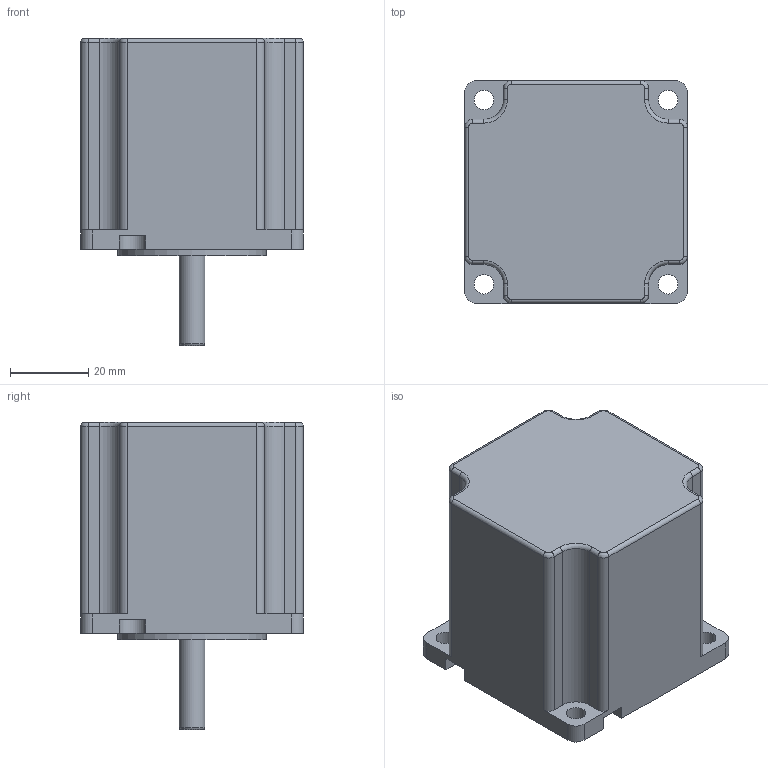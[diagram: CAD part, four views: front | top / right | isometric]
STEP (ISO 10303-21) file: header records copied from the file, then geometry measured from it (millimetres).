
FILE_DESCRIPTION(/* description */ (''),/* implementation_level */ '2;1');
FILE_NAME(/* name */ 'Nema_23_PHB57M56-430 v1.step',/* time_stamp */ '2022-09-29T14:46:27+02:00',/* author */ (''),/* organization */ (''),/* preprocessor_version */ 'ST-DEVELOPER v19',/* originating_system */ 'Autodesk Translation Framework v11.7.0.108',/* authorisation */ '');
FILE_SCHEMA (('AUTOMOTIVE_DESIGN { 1 0 10303 214 3 1 1 }'));
Length unit declared in the file: millimetre
Products named in the file (1): Nema_23_PHB57M56-430
Bounding box: 57 x 57 x 78.6 mm (x, y, z)
Volume: 156301.8 mm3; surface area: 20546.2 mm2
Topology: 1 solids, 1 shells, 91 faces, 225 edges, 142 vertices
Faces by surface type: cylinder 42, plane 36, bspline 8, torus 5
Full cylindrical faces by diameter (mm): 5 x8, 6.5 x1, 38.1 x1
Entity records: 2806 total; most frequent: CARTESIAN_POINT 523, DIRECTION 492, ORIENTED_EDGE 450, EDGE_CURVE 225, AXIS2_PLACEMENT_3D 183, VERTEX_POINT 142, LINE 126, VECTOR 126
